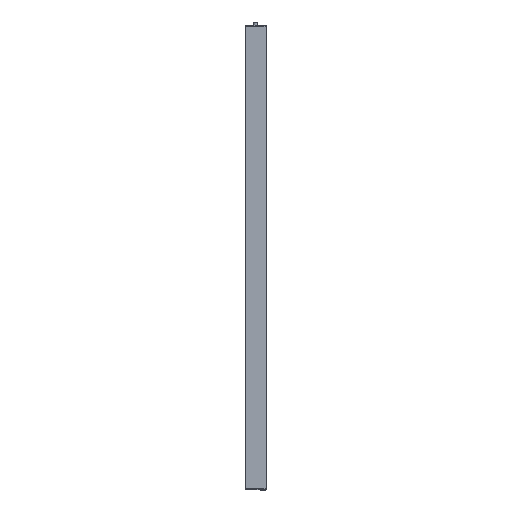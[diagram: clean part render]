
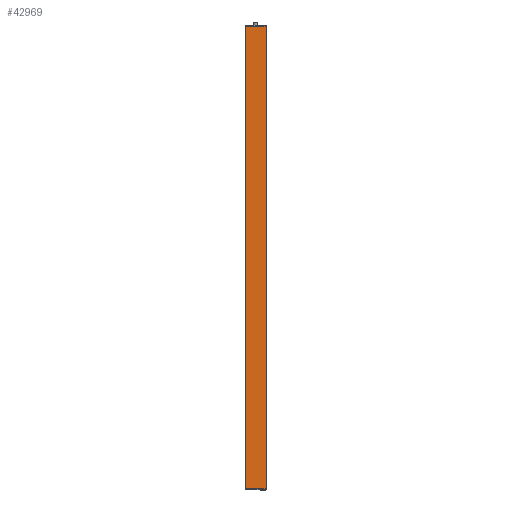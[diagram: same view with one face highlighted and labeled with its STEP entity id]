
A CAD part, left-side view. The second image highlights one B-rep face of the part: STEP entity #42969.
In plain terms, the highlighted planar face has unit normal (-1, 0.024, 0).
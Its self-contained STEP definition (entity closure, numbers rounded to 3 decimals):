
#486 = VERTEX_POINT ( 'NONE', #19301 ) ;
#560 = VECTOR ( 'NONE', #50552, 1000. ) ;
#2955 = DIRECTION ( 'NONE',  ( 0., 0., 1. ) ) ;
#4031 = AXIS2_PLACEMENT_3D ( 'NONE', #8321, #51084, #41851 ) ;
#7153 = LINE ( 'NONE', #45715, #50797 ) ;
#8321 = CARTESIAN_POINT ( 'NONE',  ( -8.102, -0.281, -417. ) ) ;
#8359 = LINE ( 'NONE', #25409, #560 ) ;
#8595 = VECTOR ( 'NONE', #45800, 1000. ) ;
#9693 = ORIENTED_EDGE ( 'NONE', *, *, #46735, .T. ) ;
#9919 = VERTEX_POINT ( 'NONE', #15002 ) ;
#9992 = CARTESIAN_POINT ( 'NONE',  ( -7.227, 36.312, 417. ) ) ;
#10330 = DIRECTION ( 'NONE',  ( 0.024, 1., 0. ) ) ;
#11160 = CARTESIAN_POINT ( 'NONE',  ( -7.227, 36.312, -417. ) ) ;
#12222 = FACE_OUTER_BOUND ( 'NONE', #37400, .T. ) ;
#13954 = LINE ( 'NONE', #44135, #45992 ) ;
#15002 = CARTESIAN_POINT ( 'NONE',  ( -7.227, 36.312, -417. ) ) ;
#19301 = CARTESIAN_POINT ( 'NONE',  ( -8.102, -0.281, -417. ) ) ;
#23275 = VERTEX_POINT ( 'NONE', #9992 ) ;
#25409 = CARTESIAN_POINT ( 'NONE',  ( -8.102, -0.281, -417. ) ) ;
#29885 = VERTEX_POINT ( 'NONE', #39165 ) ;
#32391 = ORIENTED_EDGE ( 'NONE', *, *, #48524, .F. ) ;
#32977 = LINE ( 'NONE', #11160, #8595 ) ;
#37400 = EDGE_LOOP ( 'NONE', ( #9693, #32391, #43449, #51974 ) ) ;
#39165 = CARTESIAN_POINT ( 'NONE',  ( -8.102, -0.281, 417. ) ) ;
#41851 = DIRECTION ( 'NONE',  ( 0.024, 1., 0. ) ) ;
#42969 = ADVANCED_FACE ( 'NONE', ( #12222 ), #46597, .F. ) ;
#43449 = ORIENTED_EDGE ( 'NONE', *, *, #48659, .F. ) ;
#44135 = CARTESIAN_POINT ( 'NONE',  ( -8.102, -0.281, 417. ) ) ;
#45715 = CARTESIAN_POINT ( 'NONE',  ( -8.102, -0.281, -417. ) ) ;
#45800 = DIRECTION ( 'NONE',  ( 0., 0., 1. ) ) ;
#45992 = VECTOR ( 'NONE', #10330, 1000. ) ;
#46597 = PLANE ( 'NONE',  #4031 ) ;
#46735 = EDGE_CURVE ( 'NONE', #29885, #23275, #13954, .T. ) ;
#48524 = EDGE_CURVE ( 'NONE', #9919, #23275, #32977, .T. ) ;
#48659 = EDGE_CURVE ( 'NONE', #486, #9919, #8359, .T. ) ;
#50552 = DIRECTION ( 'NONE',  ( 0.024, 1., 0. ) ) ;
#50797 = VECTOR ( 'NONE', #2955, 1000. ) ;
#51084 = DIRECTION ( 'NONE',  ( 1., -0.024, 0. ) ) ;
#51974 = ORIENTED_EDGE ( 'NONE', *, *, #54446, .T. ) ;
#54446 = EDGE_CURVE ( 'NONE', #486, #29885, #7153, .T. ) ;
